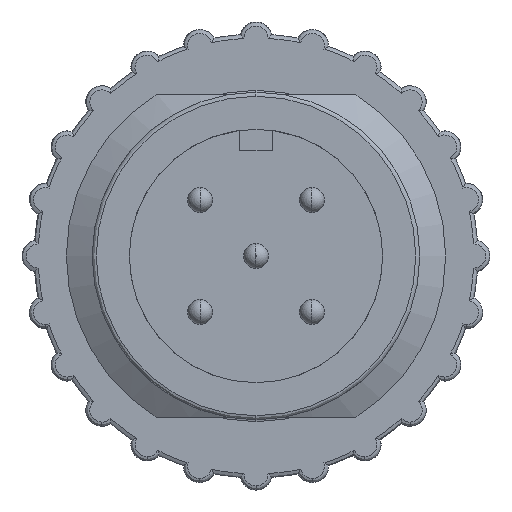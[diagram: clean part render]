
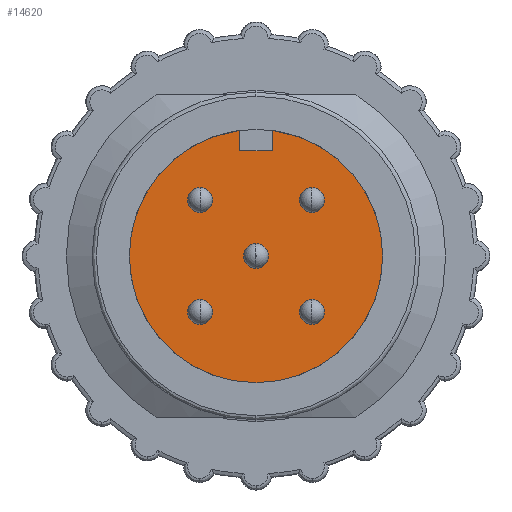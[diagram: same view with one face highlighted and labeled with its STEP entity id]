
A CAD part, left-side view. The second image highlights one B-rep face of the part: STEP entity #14620.
In plain terms, the highlighted face is planar.
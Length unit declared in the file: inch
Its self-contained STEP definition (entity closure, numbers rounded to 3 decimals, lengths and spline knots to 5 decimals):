
#227 = FACE_BOUND ( 'NONE', #14728, .T. ) ;
#228 = FACE_BOUND ( 'NONE', #14581, .T. ) ;
#229 = FACE_BOUND ( 'NONE', #14681, .T. ) ;
#230 = FACE_BOUND ( 'NONE', #14563, .T. ) ;
#231 = FACE_BOUND ( 'NONE', #14557, .T. ) ;
#232 = DIRECTION ( 'NONE',  ( 1., 0., 0. ) ) ;
#233 = DIRECTION ( 'NONE',  ( 0., 0., 1. ) ) ;
#234 = CARTESIAN_POINT ( 'NONE',  ( -0.0693, -0.0693, 0.488 ) ) ;
#235 = AXIS2_PLACEMENT_3D ( 'NONE', #234, #233, #232 ) ;
#239 = CIRCLE ( 'NONE', #235, 0.0155 ) ;
#264 = CARTESIAN_POINT ( 'NONE',  ( -0.13072, 0.02, 0.488 ) ) ;
#265 = DIRECTION ( 'NONE',  ( 1., 0., 0. ) ) ;
#266 = VECTOR ( 'NONE', #265, 39.37008 ) ;
#267 = CARTESIAN_POINT ( 'NONE',  ( -0.13072, -0.02, 0.488 ) ) ;
#268 = LINE ( 'NONE', #267, #266 ) ;
#274 = DIRECTION ( 'NONE',  ( 1., 0., 0. ) ) ;
#275 = DIRECTION ( 'NONE',  ( 0., 0., 1. ) ) ;
#276 = CARTESIAN_POINT ( 'NONE',  ( 0.0693, -0.0693, 0.488 ) ) ;
#277 = AXIS2_PLACEMENT_3D ( 'NONE', #276, #275, #274 ) ;
#278 = CIRCLE ( 'NONE', #277, 0.0155 ) ;
#279 = DIRECTION ( 'NONE',  ( 1., 0., 0. ) ) ;
#280 = DIRECTION ( 'NONE',  ( 0., 0., 1. ) ) ;
#281 = AXIS2_PLACEMENT_3D ( 'NONE', #287, #280, #279 ) ;
#282 = CIRCLE ( 'NONE', #281, 0.0155 ) ;
#283 = DIRECTION ( 'NONE',  ( 1., 0., 0. ) ) ;
#284 = DIRECTION ( 'NONE',  ( 0., 0., 1. ) ) ;
#285 = CARTESIAN_POINT ( 'NONE',  ( 0., 0., 0.488 ) ) ;
#286 = AXIS2_PLACEMENT_3D ( 'NONE', #285, #284, #283 ) ;
#287 = CARTESIAN_POINT ( 'NONE',  ( 0., 0., 0.488 ) ) ;
#288 = PLANE ( 'NONE',  #286 ) ;
#289 = FACE_OUTER_BOUND ( 'NONE', #14755, .T. ) ;
#290 = CARTESIAN_POINT ( 'NONE',  ( -0.0693, 0.0693, 0.488 ) ) ;
#293 = DIRECTION ( 'NONE',  ( 1., 0., 0. ) ) ;
#294 = DIRECTION ( 'NONE',  ( 0., 0., 1. ) ) ;
#295 = CARTESIAN_POINT ( 'NONE',  ( 0., 0., 0.488 ) ) ;
#296 = AXIS2_PLACEMENT_3D ( 'NONE', #295, #294, #293 ) ;
#297 = CIRCLE ( 'NONE', #296, 0.157 ) ;
#298 = CARTESIAN_POINT ( 'NONE',  ( -0.15572, 0.02, 0.488 ) ) ;
#299 = DIRECTION ( 'NONE',  ( 1., 0., 0. ) ) ;
#300 = DIRECTION ( 'NONE',  ( 0., 0., 1. ) ) ;
#301 = CARTESIAN_POINT ( 'NONE',  ( 0.0693, 0.0693, 0.488 ) ) ;
#302 = AXIS2_PLACEMENT_3D ( 'NONE', #301, #300, #299 ) ;
#303 = CIRCLE ( 'NONE', #302, 0.0155 ) ;
#305 = DIRECTION ( 'NONE',  ( 0., 1., 0. ) ) ;
#306 = VECTOR ( 'NONE', #305, 39.37008 ) ;
#307 = CARTESIAN_POINT ( 'NONE',  ( -0.13072, 0.02, 0.488 ) ) ;
#308 = LINE ( 'NONE', #307, #306 ) ;
#309 = CARTESIAN_POINT ( 'NONE',  ( -0.13072, -0.02, 0.488 ) ) ;
#334 = DIRECTION ( 'NONE',  ( 1., 0., 0. ) ) ;
#335 = DIRECTION ( 'NONE',  ( 0., 0., 1. ) ) ;
#336 = AXIS2_PLACEMENT_3D ( 'NONE', #290, #335, #334 ) ;
#337 = CIRCLE ( 'NONE', #336, 0.0155 ) ;
#4158 = CARTESIAN_POINT ( 'NONE',  ( -0.0848, -0.0693, 0.488 ) ) ;
#4233 = CARTESIAN_POINT ( 'NONE',  ( -0.0693, -0.0693, 0.488 ) ) ;
#4234 = AXIS2_PLACEMENT_3D ( 'NONE', #4233, #4281, #4280 ) ;
#4235 = CIRCLE ( 'NONE', #4234, 0.0155 ) ;
#4280 = DIRECTION ( 'NONE',  ( 1., 0., 0. ) ) ;
#4281 = DIRECTION ( 'NONE',  ( 0., 0., 1. ) ) ;
#4349 = DIRECTION ( 'NONE',  ( 1., 0., 0. ) ) ;
#4350 = DIRECTION ( 'NONE',  ( 0., 0., 1. ) ) ;
#4351 = CARTESIAN_POINT ( 'NONE',  ( 0.0693, -0.0693, 0.488 ) ) ;
#4352 = AXIS2_PLACEMENT_3D ( 'NONE', #4351, #4350, #4349 ) ;
#4353 = CIRCLE ( 'NONE', #4352, 0.0155 ) ;
#4371 = CARTESIAN_POINT ( 'NONE',  ( -0.0538, -0.0693, 0.488 ) ) ;
#4387 = CARTESIAN_POINT ( 'NONE',  ( 0.0538, -0.0693, 0.488 ) ) ;
#4392 = CARTESIAN_POINT ( 'NONE',  ( 0.0848, -0.0693, 0.488 ) ) ;
#4418 = CARTESIAN_POINT ( 'NONE',  ( -0.0848, 0.0693, 0.488 ) ) ;
#4419 = CARTESIAN_POINT ( 'NONE',  ( 0.0848, 0.0693, 0.488 ) ) ;
#4420 = DIRECTION ( 'NONE',  ( 1., 0., 0. ) ) ;
#4421 = DIRECTION ( 'NONE',  ( 0., 0., 1. ) ) ;
#4422 = CARTESIAN_POINT ( 'NONE',  ( 0.0693, 0.0693, 0.488 ) ) ;
#4423 = AXIS2_PLACEMENT_3D ( 'NONE', #4422, #4421, #4420 ) ;
#4424 = CIRCLE ( 'NONE', #4423, 0.0155 ) ;
#4450 = CARTESIAN_POINT ( 'NONE',  ( 0.0538, 0.0693, 0.488 ) ) ;
#4477 = CARTESIAN_POINT ( 'NONE',  ( -0.0538, 0.0693, 0.488 ) ) ;
#4525 = CARTESIAN_POINT ( 'NONE',  ( 0.0155, 0., 0.488 ) ) ;
#4539 = DIRECTION ( 'NONE',  ( 1., 0., 0. ) ) ;
#4540 = DIRECTION ( 'NONE',  ( 0., 0., 1. ) ) ;
#4541 = CARTESIAN_POINT ( 'NONE',  ( 0., 0., 0.488 ) ) ;
#4542 = AXIS2_PLACEMENT_3D ( 'NONE', #4541, #4540, #4539 ) ;
#4543 = CIRCLE ( 'NONE', #4542, 0.0155 ) ;
#4554 = CARTESIAN_POINT ( 'NONE',  ( -0.0155, 0., 0.488 ) ) ;
#4575 = DIRECTION ( 'NONE',  ( 1., 0., 0. ) ) ;
#4576 = DIRECTION ( 'NONE',  ( 0., 0., 1. ) ) ;
#4577 = CARTESIAN_POINT ( 'NONE',  ( -0.0693, 0.0693, 0.488 ) ) ;
#4578 = AXIS2_PLACEMENT_3D ( 'NONE', #4577, #4576, #4575 ) ;
#4579 = CIRCLE ( 'NONE', #4578, 0.0155 ) ;
#5387 = EDGE_CURVE ( 'NONE', #5389, #5407, #8585, .T. ) ;
#5389 = VERTEX_POINT ( 'NONE', #8566 ) ;
#5407 = VERTEX_POINT ( 'NONE', #8639 ) ;
#7686 = EDGE_CURVE ( 'NONE', #14696, #14737, #14680, .T. ) ;
#7842 = ORIENTED_EDGE ( 'NONE', *, *, #7686, .F. ) ;
#8566 = CARTESIAN_POINT ( 'NONE',  ( -0.15572, -0.02, 0.488 ) ) ;
#8567 = DIRECTION ( 'NONE',  ( 1., 0., 0. ) ) ;
#8568 = DIRECTION ( 'NONE',  ( 0., 0., 1. ) ) ;
#8569 = CARTESIAN_POINT ( 'NONE',  ( 0., 0., 0.488 ) ) ;
#8570 = AXIS2_PLACEMENT_3D ( 'NONE', #8569, #8568, #8567 ) ;
#8585 = CIRCLE ( 'NONE', #8570, 0.157 ) ;
#8639 = CARTESIAN_POINT ( 'NONE',  ( 0.157, 0., 0.488 ) ) ;
#14554 = ORIENTED_EDGE ( 'NONE', *, *, #14578, .F. ) ;
#14557 = EDGE_LOOP ( 'NONE', ( #14554, #14571 ) ) ;
#14563 = EDGE_LOOP ( 'NONE', ( #14821, #14684 ) ) ;
#14571 = ORIENTED_EDGE ( 'NONE', *, *, #17412, .F. ) ;
#14578 = EDGE_CURVE ( 'NONE', #17382, #17445, #239, .T. ) ;
#14581 = EDGE_LOOP ( 'NONE', ( #14595, #14763 ) ) ;
#14595 = ORIENTED_EDGE ( 'NONE', *, *, #14644, .F. ) ;
#14604 = ORIENTED_EDGE ( 'NONE', *, *, #17517, .F. ) ;
#14608 = ORIENTED_EDGE ( 'NONE', *, *, #14722, .F. ) ;
#14620 = ADVANCED_FACE ( 'NONE', ( #231, #230, #229, #228, #227, #289 ), #288, .T. ) ;
#14639 = ORIENTED_EDGE ( 'NONE', *, *, #14648, .F. ) ;
#14644 = EDGE_CURVE ( 'NONE', #17509, #17502, #282, .T. ) ;
#14646 = ORIENTED_EDGE ( 'NONE', *, *, #17430, .F. ) ;
#14648 = EDGE_CURVE ( 'NONE', #17436, #17435, #278, .T. ) ;
#14670 = DIRECTION ( 'NONE',  ( -1., 0., 0. ) ) ;
#14671 = VECTOR ( 'NONE', #14670, 39.37008 ) ;
#14673 = CARTESIAN_POINT ( 'NONE',  ( -0.15572, 0.02, 0.488 ) ) ;
#14677 = ORIENTED_EDGE ( 'NONE', *, *, #14683, .F. ) ;
#14680 = LINE ( 'NONE', #14673, #14671 ) ;
#14681 = EDGE_LOOP ( 'NONE', ( #14786, #14604 ) ) ;
#14683 = EDGE_CURVE ( 'NONE', #5389, #14718, #268, .T. ) ;
#14684 = ORIENTED_EDGE ( 'NONE', *, *, #17461, .F. ) ;
#14696 = VERTEX_POINT ( 'NONE', #264 ) ;
#14718 = VERTEX_POINT ( 'NONE', #309 ) ;
#14722 = EDGE_CURVE ( 'NONE', #14718, #14696, #308, .T. ) ;
#14728 = EDGE_LOOP ( 'NONE', ( #14639, #14646 ) ) ;
#14730 = EDGE_CURVE ( 'NONE', #17455, #17462, #303, .T. ) ;
#14737 = VERTEX_POINT ( 'NONE', #298 ) ;
#14741 = EDGE_CURVE ( 'NONE', #5407, #14737, #297, .T. ) ;
#14749 = ORIENTED_EDGE ( 'NONE', *, *, #14741, .T. ) ;
#14751 = ORIENTED_EDGE ( 'NONE', *, *, #5387, .T. ) ;
#14755 = EDGE_LOOP ( 'NONE', ( #14751, #14749, #7842, #14608, #14677 ) ) ;
#14763 = ORIENTED_EDGE ( 'NONE', *, *, #17493, .F. ) ;
#14782 = EDGE_CURVE ( 'NONE', #17465, #17472, #337, .T. ) ;
#14786 = ORIENTED_EDGE ( 'NONE', *, *, #14782, .F. ) ;
#14821 = ORIENTED_EDGE ( 'NONE', *, *, #14730, .F. ) ;
#17382 = VERTEX_POINT ( 'NONE', #4158 ) ;
#17412 = EDGE_CURVE ( 'NONE', #17445, #17382, #4235, .T. ) ;
#17430 = EDGE_CURVE ( 'NONE', #17435, #17436, #4353, .T. ) ;
#17435 = VERTEX_POINT ( 'NONE', #4392 ) ;
#17436 = VERTEX_POINT ( 'NONE', #4387 ) ;
#17445 = VERTEX_POINT ( 'NONE', #4371 ) ;
#17455 = VERTEX_POINT ( 'NONE', #4450 ) ;
#17461 = EDGE_CURVE ( 'NONE', #17462, #17455, #4424, .T. ) ;
#17462 = VERTEX_POINT ( 'NONE', #4419 ) ;
#17465 = VERTEX_POINT ( 'NONE', #4418 ) ;
#17472 = VERTEX_POINT ( 'NONE', #4477 ) ;
#17493 = EDGE_CURVE ( 'NONE', #17502, #17509, #4543, .T. ) ;
#17502 = VERTEX_POINT ( 'NONE', #4525 ) ;
#17509 = VERTEX_POINT ( 'NONE', #4554 ) ;
#17517 = EDGE_CURVE ( 'NONE', #17472, #17465, #4579, .T. ) ;
